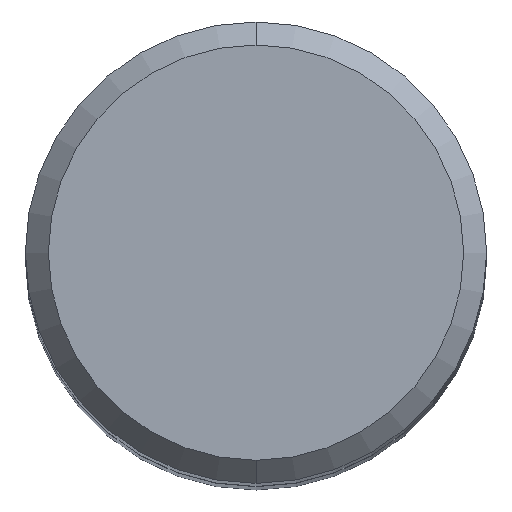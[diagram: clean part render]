
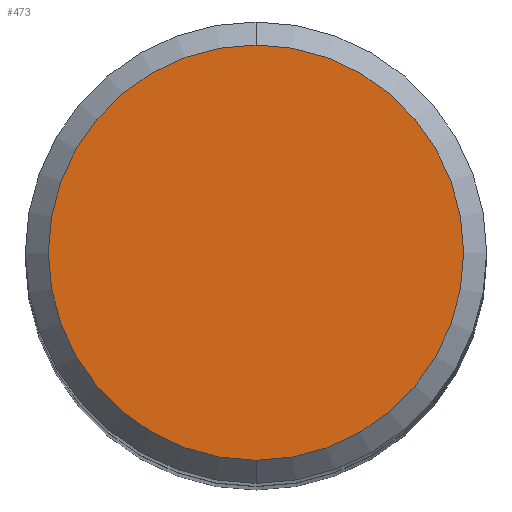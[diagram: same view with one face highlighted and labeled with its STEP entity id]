
A CAD part, top view. The second image highlights one B-rep face of the part: STEP entity #473.
In plain terms, the highlighted planar face has unit normal (0, 0, 1).
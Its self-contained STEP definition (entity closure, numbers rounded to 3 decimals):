
#235=VERTEX_POINT('',#594);
#269=EDGE_CURVE('',#235,#393,#629,.T.);
#343=EDGE_CURVE('',#393,#235,#709,.T.);
#393=VERTEX_POINT('',#767);
#473=ADVANCED_FACE('',(#857),#858,.T.);
#594=CARTESIAN_POINT('',(0.,-3.6,0.0));
#629=CIRCLE('',#1048,3.6);
#709=CIRCLE('',#1209,3.6);
#767=CARTESIAN_POINT('',(0.0,3.6,0.0));
#857=FACE_OUTER_BOUND('',#1529,.T.);
#858=PLANE('',#1530);
#1048=AXIS2_PLACEMENT_3D('',#1713,#1714,#1715);
#1209=AXIS2_PLACEMENT_3D('',#1794,#1795,#1796);
#1529=EDGE_LOOP('',(#1982,#1983));
#1530=AXIS2_PLACEMENT_3D('',#1984,#1985,#1986);
#1713=CARTESIAN_POINT('',(0.0,0.0,0.0));
#1714=DIRECTION('',(0.0,0.0,-1.0));
#1715=DIRECTION('',(0.0,1.0,0.0));
#1794=CARTESIAN_POINT('',(0.0,0.0,0.0));
#1795=DIRECTION('',(0.0,0.0,-1.0));
#1796=DIRECTION('',(0.0,1.0,0.0));
#1982=ORIENTED_EDGE('',*,*,#343,.F.);
#1983=ORIENTED_EDGE('',*,*,#269,.F.);
#1984=CARTESIAN_POINT('',(0.0,1.8,0.0));
#1985=DIRECTION('',(-0.0,0.0,1.0));
#1986=DIRECTION('',(0.0,-1.0,0.0));
